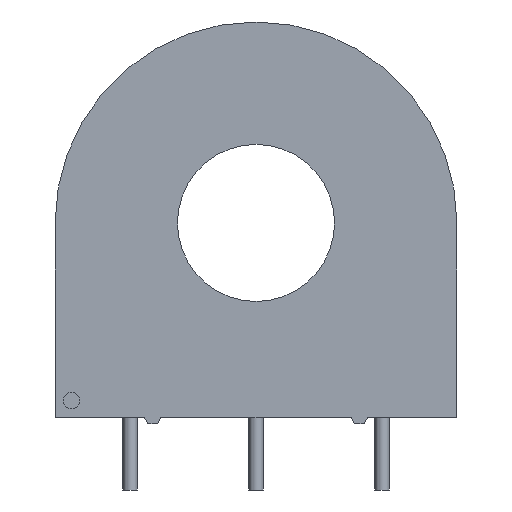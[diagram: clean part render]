
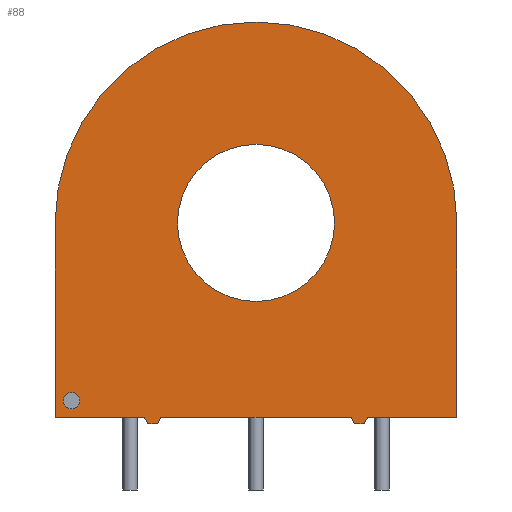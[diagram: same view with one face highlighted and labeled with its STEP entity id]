
A CAD part, front view. The second image highlights one B-rep face of the part: STEP entity #88.
In plain terms, the highlighted planar face has unit normal (0, -1, 0).
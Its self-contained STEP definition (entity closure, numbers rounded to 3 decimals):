
#88=ADVANCED_FACE('',(#385,#387,#389),#391,.F.);
#385=FACE_BOUND('',#386,.T.);
#386=EDGE_LOOP('',(#882,#883,#884,#885,#886,#887,#888,#889,#890,#891,#892,#893));
#387=FACE_BOUND('',#388,.T.);
#388=EDGE_LOOP('',(#894));
#389=FACE_BOUND('',#390,.T.);
#390=EDGE_LOOP('',(#895));
#391=PLANE('',#392);
#392=AXIS2_PLACEMENT_3D('',#393,#394,#395);
#393=CARTESIAN_POINT('',(0.,-5.75,0.));
#394=DIRECTION('',(-0.,1.,0.));
#395=DIRECTION('',(1.,0.,0.));
#882=ORIENTED_EDGE('',*,*,#1002,.F.);
#883=ORIENTED_EDGE('',*,*,#1003,.F.);
#884=ORIENTED_EDGE('',*,*,#1004,.F.);
#885=ORIENTED_EDGE('',*,*,#1005,.F.);
#886=ORIENTED_EDGE('',*,*,#1006,.F.);
#887=ORIENTED_EDGE('',*,*,#1007,.F.);
#888=ORIENTED_EDGE('',*,*,#1008,.F.);
#889=ORIENTED_EDGE('',*,*,#1009,.F.);
#890=ORIENTED_EDGE('',*,*,#1010,.F.);
#891=ORIENTED_EDGE('',*,*,#1011,.F.);
#892=ORIENTED_EDGE('',*,*,#1012,.F.);
#893=ORIENTED_EDGE('',*,*,#1013,.F.);
#894=ORIENTED_EDGE('',*,*,#1014,.T.);
#895=ORIENTED_EDGE('',*,*,#1015,.T.);
#1002=EDGE_CURVE('',#1062,#1063,#1064,.T.);
#1003=EDGE_CURVE('',#1065,#1062,#1066,.T.);
#1004=EDGE_CURVE('',#1067,#1065,#1068,.T.);
#1005=EDGE_CURVE('',#1069,#1067,#1070,.T.);
#1006=EDGE_CURVE('',#1071,#1069,#1072,.T.);
#1007=EDGE_CURVE('',#1073,#1071,#1074,.T.);
#1008=EDGE_CURVE('',#1075,#1073,#1076,.T.);
#1009=EDGE_CURVE('',#1077,#1075,#1078,.T.);
#1010=EDGE_CURVE('',#1079,#1077,#1080,.T.);
#1011=EDGE_CURVE('',#1081,#1079,#1082,.T.);
#1012=EDGE_CURVE('',#1083,#1081,#1084,.T.);
#1013=EDGE_CURVE('',#1063,#1083,#1085,.T.);
#1014=EDGE_CURVE('',#1086,#1086,#1087,.F.);
#1015=EDGE_CURVE('',#1088,#1088,#1089,.T.);
#1062=VERTEX_POINT('',#1166);
#1063=VERTEX_POINT('',#1167);
#1064=LINE('',#1168,#1169);
#1065=VERTEX_POINT('',#1171);
#1066=LINE('',#1172,#1173);
#1067=VERTEX_POINT('',#1175);
#1068=LINE('',#1176,#1177);
#1069=VERTEX_POINT('',#1179);
#1070=LINE('',#1180,#1181);
#1071=VERTEX_POINT('',#1183);
#1072=LINE('',#1184,#1185);
#1073=VERTEX_POINT('',#1187);
#1074=LINE('',#1188,#1189);
#1075=VERTEX_POINT('',#1191);
#1076=CIRCLE('',#1192,12.15);
#1077=VERTEX_POINT('',#1196);
#1078=LINE('',#1197,#1198);
#1079=VERTEX_POINT('',#1200);
#1080=LINE('',#1201,#1202);
#1081=VERTEX_POINT('',#1204);
#1082=LINE('',#1205,#1206);
#1083=VERTEX_POINT('',#1208);
#1084=LINE('',#1209,#1210);
#1085=LINE('',#1212,#1213);
#1086=VERTEX_POINT('',#1215);
#1087=CIRCLE('',#1216,0.5);
#1088=VERTEX_POINT('',#1220);
#1089=CIRCLE('',#1221,4.75);
#1166=CARTESIAN_POINT('',(5.75,-5.75,0.4));
#1167=CARTESIAN_POINT('',(-5.75,-5.75,0.4));
#1168=CARTESIAN_POINT('',(5.75,-5.75,0.4));
#1169=VECTOR('',#1170,1.);
#1170=DIRECTION('',(-1.,0.,0.));
#1171=CARTESIAN_POINT('',(5.95,-5.75,0.));
#1172=CARTESIAN_POINT('',(5.95,-5.75,0.));
#1173=VECTOR('',#1174,1.);
#1174=DIRECTION('',(-0.447,0.,0.894));
#1175=CARTESIAN_POINT('',(6.55,-5.75,0.));
#1176=CARTESIAN_POINT('',(6.55,-5.75,0.));
#1177=VECTOR('',#1178,1.);
#1178=DIRECTION('',(-1.,0.,0.));
#1179=CARTESIAN_POINT('',(6.75,-5.75,0.4));
#1180=CARTESIAN_POINT('',(6.75,-5.75,0.4));
#1181=VECTOR('',#1182,1.);
#1182=DIRECTION('',(-0.447,0.,-0.894));
#1183=CARTESIAN_POINT('',(12.15,-5.75,0.4));
#1184=CARTESIAN_POINT('',(12.15,-5.75,0.4));
#1185=VECTOR('',#1186,1.);
#1186=DIRECTION('',(-1.,0.,0.));
#1187=CARTESIAN_POINT('',(12.15,-5.75,12.15));
#1188=CARTESIAN_POINT('',(12.15,-5.75,12.15));
#1189=VECTOR('',#1190,1.);
#1190=DIRECTION('',(0.,0.,-1.));
#1191=CARTESIAN_POINT('',(-12.15,-5.75,12.15));
#1192=AXIS2_PLACEMENT_3D('',#1193,#1194,#1195);
#1193=CARTESIAN_POINT('',(0.,-5.75,12.15));
#1194=DIRECTION('',(-0.,1.,0.));
#1195=DIRECTION('',(-1.,0.,0.));
#1196=CARTESIAN_POINT('',(-12.15,-5.75,0.4));
#1197=CARTESIAN_POINT('',(-12.15,-5.75,0.4));
#1198=VECTOR('',#1199,1.);
#1199=DIRECTION('',(0.,0.,1.));
#1200=CARTESIAN_POINT('',(-6.75,-5.75,0.4));
#1201=CARTESIAN_POINT('',(-6.75,-5.75,0.4));
#1202=VECTOR('',#1203,1.);
#1203=DIRECTION('',(-1.,0.,0.));
#1204=CARTESIAN_POINT('',(-6.55,-5.75,0.));
#1205=CARTESIAN_POINT('',(-6.55,-5.75,0.));
#1206=VECTOR('',#1207,1.);
#1207=DIRECTION('',(-0.447,0.,0.894));
#1208=CARTESIAN_POINT('',(-5.95,-5.75,0.));
#1209=CARTESIAN_POINT('',(-5.95,-5.75,0.));
#1210=VECTOR('',#1211,1.);
#1211=DIRECTION('',(-1.,0.,0.));
#1212=CARTESIAN_POINT('',(-5.75,-5.75,0.4));
#1213=VECTOR('',#1214,1.);
#1214=DIRECTION('',(-0.447,0.,-0.894));
#1215=CARTESIAN_POINT('',(-10.65,-5.75,1.4));
#1216=AXIS2_PLACEMENT_3D('',#1217,#1218,#1219);
#1217=CARTESIAN_POINT('',(-11.15,-5.75,1.4));
#1218=DIRECTION('',(0.,-1.,-0.));
#1219=DIRECTION('',(1.,0.,0.));
#1220=CARTESIAN_POINT('',(4.75,-5.75,12.15));
#1221=AXIS2_PLACEMENT_3D('',#1222,#1223,#1224);
#1222=CARTESIAN_POINT('',(0.,-5.75,12.15));
#1223=DIRECTION('',(-0.,1.,0.));
#1224=DIRECTION('',(1.,0.,0.));
